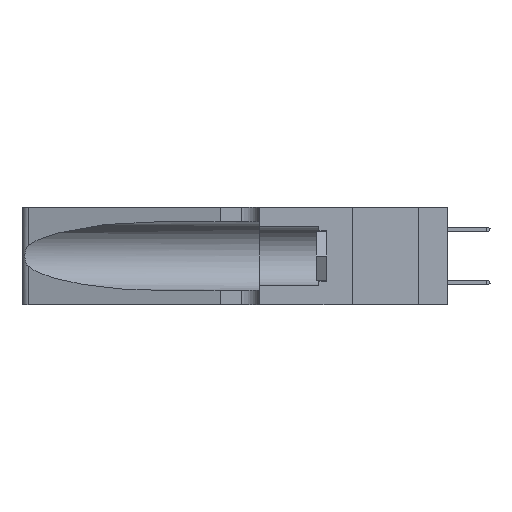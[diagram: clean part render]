
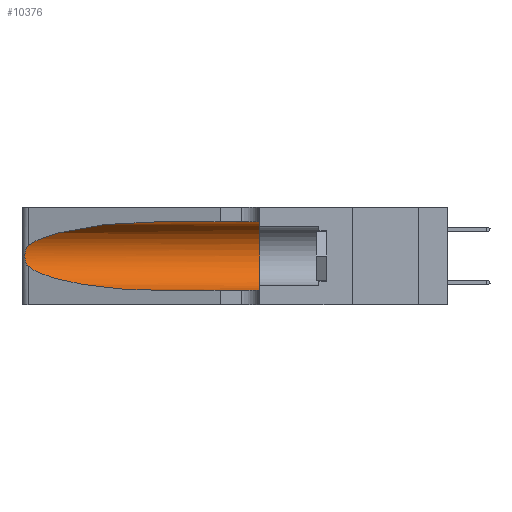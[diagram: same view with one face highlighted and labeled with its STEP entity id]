
A CAD part, left-side view. The second image highlights one B-rep face of the part: STEP entity #10376.
In plain terms, the highlighted cylindrical face has radius 3.308 mm (diameter 6.617 mm), a partial arc.
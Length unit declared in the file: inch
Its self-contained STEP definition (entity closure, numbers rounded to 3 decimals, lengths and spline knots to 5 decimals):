
#217 = CARTESIAN_POINT ( 'NONE',  ( 0.25487, 1.22718, 0.14631 ) ) ;
#342 = CARTESIAN_POINT ( 'NONE',  ( 0.25555, 1.22993, 0.14849 ) ) ;
#352 = CARTESIAN_POINT ( 'NONE',  ( 0.18966, 0.96281, 0.05475 ) ) ;
#444 = CARTESIAN_POINT ( 'NONE',  ( 0.25854, 1.2359, 0.20912 ) ) ;
#1156 = CARTESIAN_POINT ( 'NONE',  ( 0.2373, 1.15595, 0.28018 ) ) ;
#1869 = CIRCLE ( 'NONE', #3184, 0.13025 ) ;
#2081 = VERTEX_POINT ( 'NONE', #21821 ) ;
#2529 = CARTESIAN_POINT ( 'NONE',  ( 0.26075, 1.23896, 0.19203 ) ) ;
#2630 = CARTESIAN_POINT ( 'NONE',  ( 0.25487, 1.22718, 0.14631 ) ) ;
#2736 = CARTESIAN_POINT ( 'NONE',  ( 0.25789, 1.23486, 0.15765 ) ) ;
#3124 = CARTESIAN_POINT ( 'NONE',  ( 0.1305, 0.72297, 0.31525 ) ) ;
#3184 = AXIS2_PLACEMENT_3D ( 'NONE', #14981, #19427, #19729 ) ;
#3849 = B_SPLINE_CURVE_WITH_KNOTS ( 'NONE', 3,
 ( #7644, #19488, #16911, #26568, #444, #14832, #2529, #24263, #10028, #28817, #2736, #26669, #342, #2630 ),
 .UNSPECIFIED., .F., .F.,
 ( 4, 2, 2, 2, 2, 2, 4 ),
 ( 0., 0.00027, 0.00053, 0.00107, 0.0016, 0.00187, 0.00214 ),
 .UNSPECIFIED. ) ;
#4738 = CARTESIAN_POINT ( 'NONE',  ( 0.1305, 1.61858, 0.185 ) ) ;
#5455 = EDGE_LOOP ( 'NONE', ( #15825, #9462, #9874, #9518, #8870, #23742 ) ) ;
#5938 = CARTESIAN_POINT ( 'NONE',  ( 0.25487, 1.22718, 0.22369 ) ) ;
#7644 = CARTESIAN_POINT ( 'NONE',  ( 0.25487, 1.22718, 0.22369 ) ) ;
#7863 = CARTESIAN_POINT ( 'NONE',  ( 0.1305, 0.72297, 0.31525 ) ) ;
#7884 = VERTEX_POINT ( 'NONE', #12295 ) ;
#7968 = LINE ( 'NONE', #29608, #22087 ) ;
#8254 = CARTESIAN_POINT ( 'NONE',  ( 0.1305, 0.72297, 0.05475 ) ) ;
#8870 = ORIENTED_EDGE ( 'NONE', *, *, #14312, .F. ) ;
#9462 = ORIENTED_EDGE ( 'NONE', *, *, #25472, .T. ) ;
#9518 = ORIENTED_EDGE ( 'NONE', *, *, #12972, .T. ) ;
#9874 = ORIENTED_EDGE ( 'NONE', *, *, #30254, .T. ) ;
#9943 = CARTESIAN_POINT ( 'NONE',  ( 0.25487, 1.22718, 0.14631 ) ) ;
#10028 = CARTESIAN_POINT ( 'NONE',  ( 0.26017, 1.23833, 0.17102 ) ) ;
#10376 = ADVANCED_FACE ( 'NONE', ( #15983 ), #22265, .F. ) ;
#10641 = CARTESIAN_POINT ( 'NONE',  ( 0.18966, 0.96281, 0.31525 ) ) ;
#10944 = DIRECTION ( 'NONE',  ( 0., -1., 0. ) ) ;
#11676 = LINE ( 'NONE', #16771, #27272 ) ;
#11770 = VERTEX_POINT ( 'NONE', #7863 ) ;
#12124 = CARTESIAN_POINT ( 'NONE',  ( 0.1305, 0.35, 0.05475 ) ) ;
#12295 = CARTESIAN_POINT ( 'NONE',  ( 0.1305, 0.35, 0.31525 ) ) ;
#12566 = CARTESIAN_POINT ( 'NONE',  ( 0.1305, 0.72297, 0.05475 ) ) ;
#12972 = EDGE_CURVE ( 'NONE', #20749, #27595, #7968, .T. ) ;
#13756 = EDGE_CURVE ( 'NONE', #11770, #2081, #14939, .T. ) ;
#14312 = EDGE_CURVE ( 'NONE', #7884, #27595, #1869, .T. ) ;
#14832 = CARTESIAN_POINT ( 'NONE',  ( 0.26018, 1.23835, 0.19895 ) ) ;
#14939 =( BOUNDED_CURVE ( )  B_SPLINE_CURVE ( 3, ( #3124, #10641, #1156, #5938 ),
 .UNSPECIFIED., .F., .T. ) 
 B_SPLINE_CURVE_WITH_KNOTS ( ( 4, 4 ),
 ( 1.5708, 2.84003 ),
 .UNSPECIFIED. ) 
 CURVE ( )  GEOMETRIC_REPRESENTATION_ITEM ( )  RATIONAL_B_SPLINE_CURVE ( ( 1., 0.87, 0.87, 1. ) ) 
 REPRESENTATION_ITEM ( '' )  );
#14981 = CARTESIAN_POINT ( 'NONE',  ( 0.1305, 0.35, 0.185 ) ) ;
#15048 = CARTESIAN_POINT ( 'NONE',  ( 0.2373, 1.15595, 0.08982 ) ) ;
#15825 = ORIENTED_EDGE ( 'NONE', *, *, #13756, .T. ) ;
#15983 = FACE_OUTER_BOUND ( 'NONE', #5455, .T. ) ;
#16280 =( BOUNDED_CURVE ( )  B_SPLINE_CURVE ( 3, ( #9943, #15048, #352, #12566 ),
 .UNSPECIFIED., .F., .F. ) 
 B_SPLINE_CURVE_WITH_KNOTS ( ( 4, 4 ),
 ( 3.44316, 4.71239 ),
 .UNSPECIFIED. ) 
 CURVE ( )  GEOMETRIC_REPRESENTATION_ITEM ( )  RATIONAL_B_SPLINE_CURVE ( ( 1., 0.87, 0.87, 1. ) ) 
 REPRESENTATION_ITEM ( '' )  );
#16771 = CARTESIAN_POINT ( 'NONE',  ( 0.1305, 1.61858, 0.31525 ) ) ;
#16911 = CARTESIAN_POINT ( 'NONE',  ( 0.25639, 1.23184, 0.21858 ) ) ;
#18863 = EDGE_CURVE ( 'NONE', #11770, #7884, #11676, .T. ) ;
#19293 = DIRECTION ( 'NONE',  ( 0., -1., 0. ) ) ;
#19427 = DIRECTION ( 'NONE',  ( 0., 1., 0. ) ) ;
#19488 = CARTESIAN_POINT ( 'NONE',  ( 0.25555, 1.22994, 0.2215 ) ) ;
#19729 = DIRECTION ( 'NONE',  ( 0., 0., 1. ) ) ;
#20028 = AXIS2_PLACEMENT_3D ( 'NONE', #4738, #19293, #28827 ) ;
#20749 = VERTEX_POINT ( 'NONE', #8254 ) ;
#21821 = CARTESIAN_POINT ( 'NONE',  ( 0.25487, 1.22718, 0.22369 ) ) ;
#22087 = VECTOR ( 'NONE', #10944, 39.37008 ) ;
#22265 = CYLINDRICAL_SURFACE ( 'NONE', #20028, 0.13025 ) ;
#23742 = ORIENTED_EDGE ( 'NONE', *, *, #18863, .F. ) ;
#24263 = CARTESIAN_POINT ( 'NONE',  ( 0.26075, 1.23896, 0.178 ) ) ;
#25472 = EDGE_CURVE ( 'NONE', #2081, #28836, #3849, .T. ) ;
#26568 = CARTESIAN_POINT ( 'NONE',  ( 0.25787, 1.23484, 0.2124 ) ) ;
#26669 = CARTESIAN_POINT ( 'NONE',  ( 0.25639, 1.23186, 0.15144 ) ) ;
#27272 = VECTOR ( 'NONE', #28973, 39.37008 ) ;
#27595 = VERTEX_POINT ( 'NONE', #12124 ) ;
#28817 = CARTESIAN_POINT ( 'NONE',  ( 0.25856, 1.23593, 0.16098 ) ) ;
#28827 = DIRECTION ( 'NONE',  ( 0., 0., -1. ) ) ;
#28836 = VERTEX_POINT ( 'NONE', #217 ) ;
#28973 = DIRECTION ( 'NONE',  ( 0., -1., 0. ) ) ;
#29608 = CARTESIAN_POINT ( 'NONE',  ( 0.1305, 1.61858, 0.05475 ) ) ;
#30254 = EDGE_CURVE ( 'NONE', #28836, #20749, #16280, .T. ) ;
